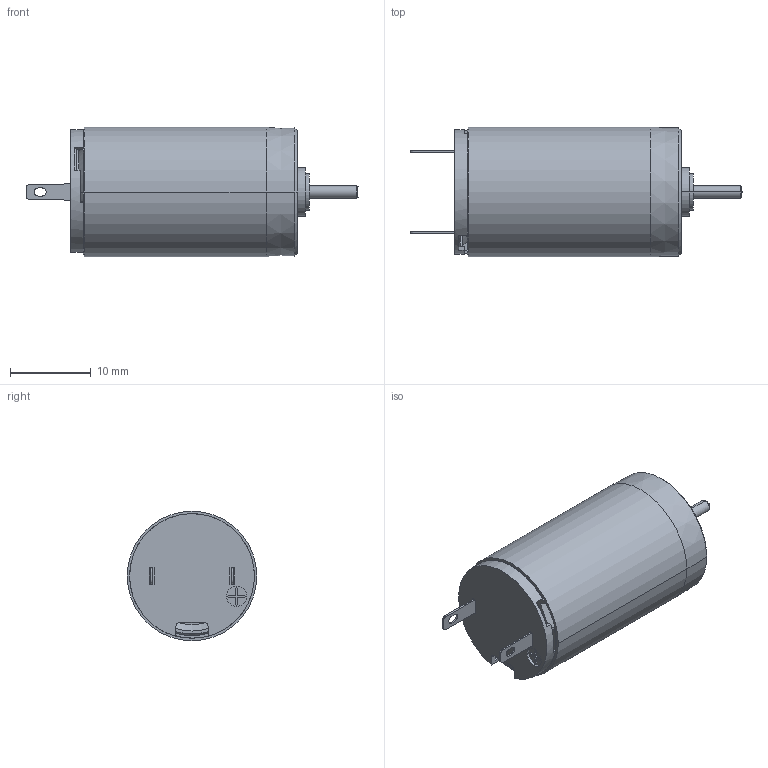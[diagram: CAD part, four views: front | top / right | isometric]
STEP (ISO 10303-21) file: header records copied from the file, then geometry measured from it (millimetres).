
FILE_DESCRIPTION((''),'2;1');
FILE_NAME('16N_28_235_B16_200_27_ASM','2015-11-17T',('vinayak.bharmal'),(''),'PRO/ENGINEER BY PARAMETRIC TECHNOLOGY CORPORATION, 2014310','PRO/ENGINEER BY PARAMETRIC TECHNOLOGY CORPORATION, 2014310','');
FILE_SCHEMA(('CONFIG_CONTROL_DESIGN'));
Length unit declared in the file: millimetre
Products named in the file (1): 16N_28_235_B16_200_27_ASM
Bounding box: 41 x 16 x 16 mm (x, y, z)
Volume: 5526.2 mm3; surface area: 2271.6 mm2
Topology: 1 solids, 5 shells, 189 faces, 518 edges, 331 vertices
Faces by surface type: plane 103, cylinder 54, cone 30, torus 2
Entity records: 6131 total; most frequent: CARTESIAN_POINT 1208, DIRECTION 1047, ORIENTED_EDGE 1020, EDGE_CURVE 510, AXIS2_PLACEMENT_3D 392, VERTEX_POINT 331, VECTOR 263, LINE 263
